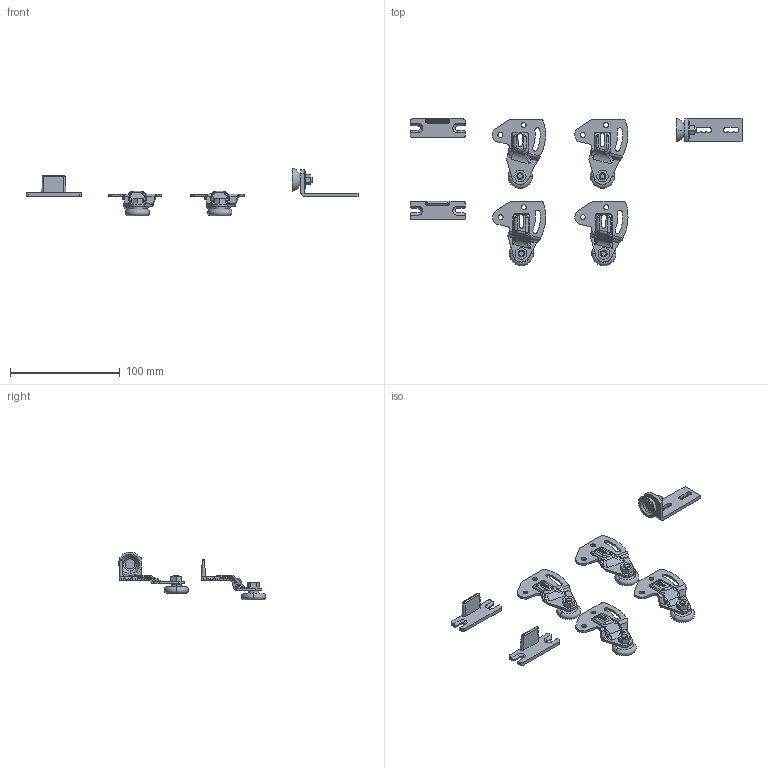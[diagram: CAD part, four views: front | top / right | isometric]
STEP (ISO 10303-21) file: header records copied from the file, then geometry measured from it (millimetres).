
FILE_DESCRIPTION (( 'STEP AP214' ), '1' );
FILE_NAME ('71058-Double Door Trolley Kit Aluminium 23kg Doors.STEP', '2018-12-26T22:51:22', ( '' ), ( '' ), 'SwSTEP 2.0', 'SolidWorks 2018', '' );
FILE_SCHEMA (( 'AUTOMOTIVE_DESIGN' ));
Length unit declared in the file: millimetre
Products named in the file (6): 71058 - Roller Deep Step; 71058 - Roller Shallow Step; 71058-Double Door Trolley Kit Aluminium 23kg Doors; 71058 - Door Stop; 71058 - Floor Guide; 91420A426_METRIC FLAT HEAD PHILLIPS MACHINE SCREW_91420A426
Assembly tree (11 placements, depth 2):
  71058-Double Door Trolley Kit Aluminium 23kg Doors
    71058 - Roller Shallow Step  x2
    71058 - Roller Deep Step  x2
    71058 - Floor Guide  x2
    71058 - Door Stop
    91420A426_METRIC FLAT HEAD PHILLIPS MACHINE SCREW_91420A426  x4
Bounding box: 302.25 x 134.11 x 43.5 mm (x, y, z)
Volume: 38145.3 mm3; surface area: 35575 mm2
Topology: 22 solids, 22 shells, 1541 faces, 4024 edges, 2573 vertices
Faces by surface type: plane 588, cylinder 479, bspline 336, cone 96, sphere 26, torus 16
Entity records: 30745 total; most frequent: CARTESIAN_POINT 14269, ORIENTED_EDGE 3634, DIRECTION 2793, EDGE_CURVE 1817, VERTEX_POINT 1163, LINE 967, VECTOR 967, AXIS2_PLACEMENT_3D 913
